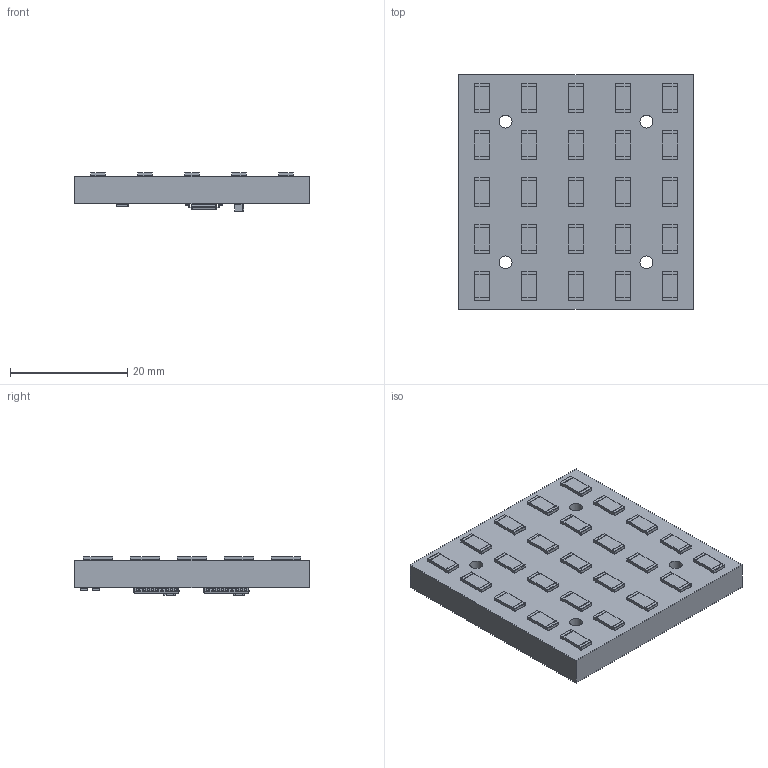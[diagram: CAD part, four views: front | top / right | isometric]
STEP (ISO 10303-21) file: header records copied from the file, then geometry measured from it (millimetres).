
FILE_DESCRIPTION(('KiCad electronic assembly'),'2;1');
FILE_NAME('ThermixelGrid.step','2022-11-17T20:37:00',('Pcbnew'),('Kicad' ),'Open CASCADE STEP processor 7.5','KiCad to STEP converter', 'Unknown');
FILE_SCHEMA(('AUTOMOTIVE_DESIGN { 1 0 10303 214 1 1 1 1 }'));
Length unit declared in the file: millimetre
Products named in the file (10): ThermixelGrid 1; R_2010_5025Metric; SOLID; R_0805_2012Metric; TSSOP-24_4.4x7.8mm_P0.65mm; C_0805_2012Metric; ThermixelGrid PCB
Assembly tree (36 placements, depth 3):
  ThermixelGrid 1
    R_2010_5025Metric  x25
      SOLID
    R_0805_2012Metric  x2
      SOLID
    TSSOP-24_4.4x7.8mm_P0.65mm  x2
      SOLID
    C_0805_2012Metric  x2
      SOLID
    ThermixelGrid PCB
Bounding box: 40 x 40 x 6.64 mm (x, y, z)
Volume: 7673.2 mm3; surface area: 5162.7 mm2
Topology: 32 solids, 32 shells, 1560 faces, 4122 edges, 2632 vertices
Faces by surface type: bspline 1550, plane 6, cylinder 4
Full cylindrical faces by diameter (mm): 2.2 x4
Entity records: 32308 total; most frequent: CARTESIAN_POINT 12061, B_SPLINE_CURVE_WITH_KNOTS 3301, ORIENTED_EDGE 2582, PCURVE 2582, DEFINITIONAL_REPRESENTATION 2582, EDGE_CURVE 1291, SURFACE_CURVE 1286, VERTEX_POINT 818
